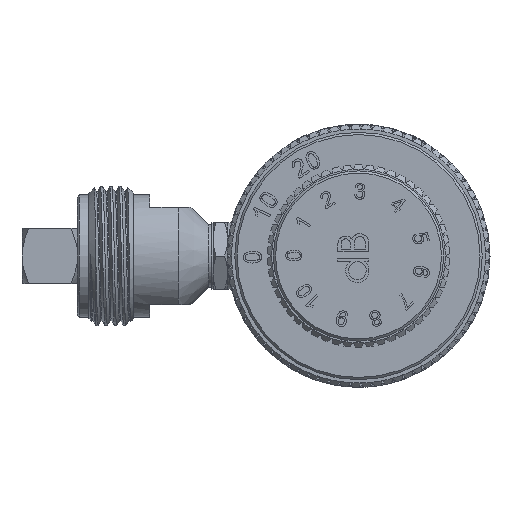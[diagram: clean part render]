
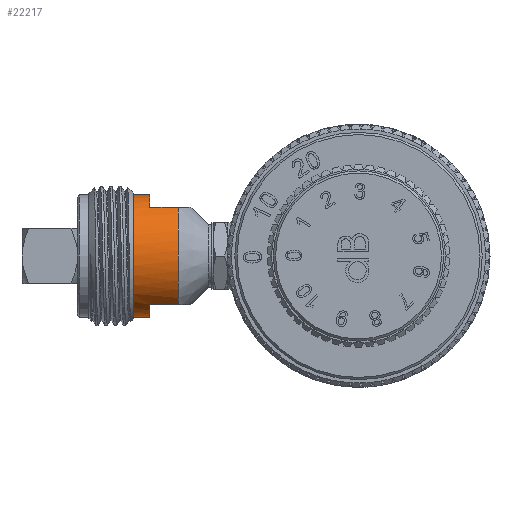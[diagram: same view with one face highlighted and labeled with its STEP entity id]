
A CAD part, left-side view. The second image highlights one B-rep face of the part: STEP entity #22217.
In plain terms, the highlighted cylindrical face has radius 6.986 mm (diameter 13.971 mm), a full revolution.
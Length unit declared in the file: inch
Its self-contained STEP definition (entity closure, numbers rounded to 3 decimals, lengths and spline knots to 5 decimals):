
#134 = ORIENTED_EDGE ( 'NONE', *, *, #2814, .T. ) ;
#523 = DIRECTION ( 'NONE',  ( 0., 1., 0. ) ) ;
#1035 = ORIENTED_EDGE ( 'NONE', *, *, #9221, .F. ) ;
#1563 = ORIENTED_EDGE ( 'NONE', *, *, #17154, .F. ) ;
#2379 = LINE ( 'NONE', #6618, #25416 ) ;
#2471 = CARTESIAN_POINT ( 'NONE',  ( 2.05646, 0.56349, -0.21875 ) ) ;
#2632 = DIRECTION ( 'NONE',  ( 0., -1., 0. ) ) ;
#2814 = EDGE_CURVE ( 'NONE', #8495, #11958, #6713, .T. ) ;
#3577 = DIRECTION ( 'NONE',  ( 0., 0., 1. ) ) ;
#3644 = CIRCLE ( 'NONE', #36624, 0.27502 ) ;
#4287 = VERTEX_POINT ( 'NONE', #50394 ) ;
#5977 = CARTESIAN_POINT ( 'NONE',  ( 1.72307, 0.93835, 0.21875 ) ) ;
#6502 = AXIS2_PLACEMENT_3D ( 'NONE', #48099, #6844, #7115 ) ;
#6618 = CARTESIAN_POINT ( 'NONE',  ( 2.05646, 0.56349, 0.21875 ) ) ;
#6713 = LINE ( 'NONE', #2471, #17960 ) ;
#6844 = DIRECTION ( 'NONE',  ( 0., -1., 0. ) ) ;
#6925 = EDGE_CURVE ( 'NONE', #11958, #32264, #26115, .T. ) ;
#7115 = DIRECTION ( 'NONE',  ( 0., 0., -1. ) ) ;
#7501 = CARTESIAN_POINT ( 'NONE',  ( 1.72307, 0.80884, 0.21875 ) ) ;
#8307 = DIRECTION ( 'NONE',  ( 0., -1., 0. ) ) ;
#8495 = VERTEX_POINT ( 'NONE', #30403 ) ;
#8872 = DIRECTION ( 'NONE',  ( 0., 0., 1. ) ) ;
#9221 = EDGE_CURVE ( 'NONE', #24645, #24645, #47912, .T. ) ;
#10130 = ORIENTED_EDGE ( 'NONE', *, *, #29974, .T. ) ;
#11958 = VERTEX_POINT ( 'NONE', #49025 ) ;
#12676 = CARTESIAN_POINT ( 'NONE',  ( 1.72307, 0.93835, -0.21875 ) ) ;
#13042 = AXIS2_PLACEMENT_3D ( 'NONE', #36306, #24147, #16979 ) ;
#14546 = EDGE_LOOP ( 'NONE', ( #21007, #51185, #33795, #42759, #31906, #10130, #1563, #134 ) ) ;
#16979 = DIRECTION ( 'NONE',  ( 0., 0., -1. ) ) ;
#17154 = EDGE_CURVE ( 'NONE', #8495, #39472, #49393, .T. ) ;
#17960 = VECTOR ( 'NONE', #31042, 39.37008 ) ;
#21007 = ORIENTED_EDGE ( 'NONE', *, *, #6925, .T. ) ;
#22217 = ADVANCED_FACE ( 'NONE', ( #44807, #45586 ), #49565, .T. ) ;
#22375 = CARTESIAN_POINT ( 'NONE',  ( 2.05646, 0.93835, 0.21875 ) ) ;
#22498 = DIRECTION ( 'NONE',  ( 0., -1., 0. ) ) ;
#23012 = CARTESIAN_POINT ( 'NONE',  ( 1.72307, 0.56349, -0.21875 ) ) ;
#23338 = VECTOR ( 'NONE', #523, 39.37008 ) ;
#24147 = DIRECTION ( 'NONE',  ( 0., -1., 0. ) ) ;
#24436 = DIRECTION ( 'NONE',  ( 0., 0., -1. ) ) ;
#24645 = VERTEX_POINT ( 'NONE', #45536 ) ;
#25106 = AXIS2_PLACEMENT_3D ( 'NONE', #26053, #49611, #8872 ) ;
#25288 = EDGE_CURVE ( 'NONE', #38194, #30780, #3644, .T. ) ;
#25416 = VECTOR ( 'NONE', #22498, 39.37008 ) ;
#26053 = CARTESIAN_POINT ( 'NONE',  ( 1.88976, 1.01126, 0. ) ) ;
#26115 = CIRCLE ( 'NONE', #42985, 0.27502 ) ;
#26562 = CARTESIAN_POINT ( 'NONE',  ( 1.88976, 0.93835, 0. ) ) ;
#27118 = VECTOR ( 'NONE', #2632, 39.37008 ) ;
#29476 = CARTESIAN_POINT ( 'NONE',  ( 2.05646, 0.80884, 0.21875 ) ) ;
#29974 = EDGE_CURVE ( 'NONE', #30780, #39472, #2379, .T. ) ;
#29992 = EDGE_CURVE ( 'NONE', #32264, #4287, #42097, .T. ) ;
#30403 = CARTESIAN_POINT ( 'NONE',  ( 2.05646, 0.80884, -0.21875 ) ) ;
#30772 = DIRECTION ( 'NONE',  ( 0., 0., 1. ) ) ;
#30780 = VERTEX_POINT ( 'NONE', #22375 ) ;
#30996 = CIRCLE ( 'NONE', #6502, 0.27502 ) ;
#31042 = DIRECTION ( 'NONE',  ( 0., 1., 0. ) ) ;
#31906 = ORIENTED_EDGE ( 'NONE', *, *, #25288, .T. ) ;
#32264 = VERTEX_POINT ( 'NONE', #12676 ) ;
#32555 = LINE ( 'NONE', #33066, #23338 ) ;
#33066 = CARTESIAN_POINT ( 'NONE',  ( 1.72307, 0.56349, 0.21875 ) ) ;
#33795 = ORIENTED_EDGE ( 'NONE', *, *, #48153, .F. ) ;
#36306 = CARTESIAN_POINT ( 'NONE',  ( 1.88976, 0.80884, 0. ) ) ;
#36613 = CARTESIAN_POINT ( 'NONE',  ( 1.88976, 0.56349, 0. ) ) ;
#36624 = AXIS2_PLACEMENT_3D ( 'NONE', #52246, #39830, #3577 ) ;
#38194 = VERTEX_POINT ( 'NONE', #5977 ) ;
#38875 = EDGE_LOOP ( 'NONE', ( #1035 ) ) ;
#38948 = AXIS2_PLACEMENT_3D ( 'NONE', #36613, #8307, #24436 ) ;
#39472 = VERTEX_POINT ( 'NONE', #29476 ) ;
#39830 = DIRECTION ( 'NONE',  ( 0., 1., 0. ) ) ;
#42097 = LINE ( 'NONE', #23012, #27118 ) ;
#42705 = DIRECTION ( 'NONE',  ( 0., 1., 0. ) ) ;
#42759 = ORIENTED_EDGE ( 'NONE', *, *, #47829, .T. ) ;
#42985 = AXIS2_PLACEMENT_3D ( 'NONE', #26562, #42705, #30772 ) ;
#44807 = FACE_OUTER_BOUND ( 'NONE', #14546, .T. ) ;
#45536 = CARTESIAN_POINT ( 'NONE',  ( 1.88976, 1.01126, 0.27502 ) ) ;
#45586 = FACE_OUTER_BOUND ( 'NONE', #38875, .T. ) ;
#47339 = VERTEX_POINT ( 'NONE', #7501 ) ;
#47829 = EDGE_CURVE ( 'NONE', #47339, #38194, #32555, .T. ) ;
#47912 = CIRCLE ( 'NONE', #25106, 0.27502 ) ;
#48099 = CARTESIAN_POINT ( 'NONE',  ( 1.88976, 0.80884, 0. ) ) ;
#48153 = EDGE_CURVE ( 'NONE', #47339, #4287, #30996, .T. ) ;
#49025 = CARTESIAN_POINT ( 'NONE',  ( 2.05646, 0.93835, -0.21875 ) ) ;
#49393 = CIRCLE ( 'NONE', #13042, 0.27502 ) ;
#49565 = CYLINDRICAL_SURFACE ( 'NONE', #38948, 0.27502 ) ;
#49611 = DIRECTION ( 'NONE',  ( 0., 1., 0. ) ) ;
#50394 = CARTESIAN_POINT ( 'NONE',  ( 1.72307, 0.80884, -0.21875 ) ) ;
#51185 = ORIENTED_EDGE ( 'NONE', *, *, #29992, .T. ) ;
#52246 = CARTESIAN_POINT ( 'NONE',  ( 1.88976, 0.93835, 0. ) ) ;
